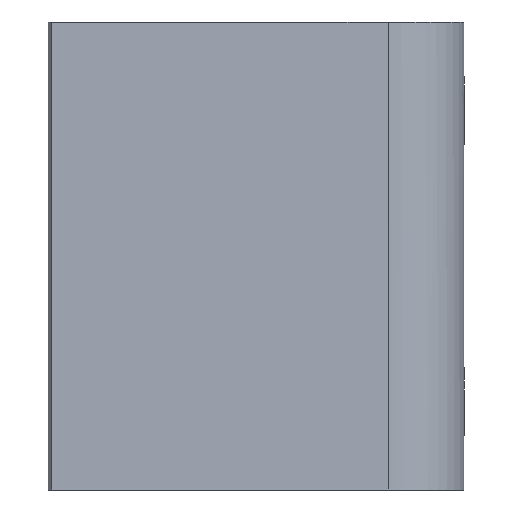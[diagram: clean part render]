
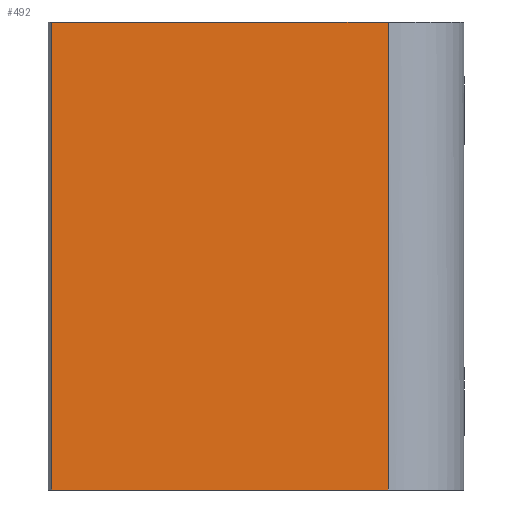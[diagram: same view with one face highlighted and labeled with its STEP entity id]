
A CAD part, left-side view. The second image highlights one B-rep face of the part: STEP entity #492.
In plain terms, the highlighted free-form (B-spline) face has degree [1, 1] with [2, 2] control points.
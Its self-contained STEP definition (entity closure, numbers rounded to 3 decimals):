
#126 = CARTESIAN_POINT ( 'NONE',  ( -70.723, 8.986, 0. ) ) ;
#132 = CARTESIAN_POINT ( 'NONE',  ( -70.723, 8.986, 90. ) ) ;
#150 = CARTESIAN_POINT ( 'NONE',  ( -74.496, 52.117, 0. ) ) ;
#161 = CARTESIAN_POINT ( 'NONE',  ( -70.723, 8.986, 0. ) ) ;
#176 = ORIENTED_EDGE ( 'NONE', *, *, #634, .F. ) ;
#180 = CARTESIAN_POINT ( 'NONE',  ( -76.383, 73.683, 90. ) ) ;
#216 = EDGE_CURVE ( 'NONE', #341, #379, #692, .T. ) ;
#224 = VERTEX_POINT ( 'NONE', #132 ) ;
#267 = CARTESIAN_POINT ( 'NONE',  ( -70.723, 8.986, 90. ) ) ;
#277 = ORIENTED_EDGE ( 'NONE', *, *, #781, .F. ) ;
#341 = VERTEX_POINT ( 'NONE', #732 ) ;
#347 = CARTESIAN_POINT ( 'NONE',  ( -70.723, 8.986, 90. ) ) ;
#368 = FACE_OUTER_BOUND ( 'NONE', #577, .T. ) ;
#379 = VERTEX_POINT ( 'NONE', #654 ) ;
#398 = ORIENTED_EDGE ( 'NONE', *, *, #552, .T. ) ;
#473 = CARTESIAN_POINT ( 'NONE',  ( -72.61, 30.552, 90. ) ) ;
#485 = CARTESIAN_POINT ( 'NONE',  ( -76.383, 73.683, 0. ) ) ;
#492 = ADVANCED_FACE ( 'NONE', ( #368 ), #744, .F. ) ;
#500 = B_SPLINE_CURVE_WITH_KNOTS ( 'NONE', 3,
 ( #161, #986, #150, #668 ),
 .UNSPECIFIED., .F., .F.,
 ( 4, 4 ),
 ( 0., 1. ),
 .UNSPECIFIED. ) ;
#532 = CARTESIAN_POINT ( 'NONE',  ( -76.383, 73.683, 0. ) ) ;
#540 = B_SPLINE_CURVE_WITH_KNOTS ( 'NONE', 3,
 ( #623, #982, #473, #974 ),
 .UNSPECIFIED., .F., .F.,
 ( 4, 4 ),
 ( 0., 1. ),
 .UNSPECIFIED. ) ;
#552 = EDGE_CURVE ( 'NONE', #726, #224, #1016, .T. ) ;
#577 = EDGE_LOOP ( 'NONE', ( #398, #176, #1088, #277 ) ) ;
#613 = CARTESIAN_POINT ( 'NONE',  ( -70.723, 8.986, 0. ) ) ;
#623 = CARTESIAN_POINT ( 'NONE',  ( -76.383, 73.683, 90. ) ) ;
#634 = EDGE_CURVE ( 'NONE', #379, #224, #540, .T. ) ;
#654 = CARTESIAN_POINT ( 'NONE',  ( -76.383, 73.683, 90. ) ) ;
#668 = CARTESIAN_POINT ( 'NONE',  ( -76.383, 73.683, 0. ) ) ;
#692 = B_SPLINE_CURVE_WITH_KNOTS ( 'NONE', 1,
 ( #485, #878 ),
 .UNSPECIFIED., .F., .F.,
 ( 2, 2 ),
 ( 0., 1. ),
 .UNSPECIFIED. ) ;
#726 = VERTEX_POINT ( 'NONE', #126 ) ;
#732 = CARTESIAN_POINT ( 'NONE',  ( -76.383, 73.683, 0. ) ) ;
#744 = B_SPLINE_SURFACE_WITH_KNOTS ( 'NONE', 1, 1, ( 
 ( #1101, #347 ),
 ( #532, #180 ) ),
 .UNSPECIFIED., .F., .F., .F.,
 ( 2, 2 ),
 ( 2, 2 ),
 ( 0., 1. ),
 ( 0., 1. ),
 .UNSPECIFIED. ) ;
#781 = EDGE_CURVE ( 'NONE', #726, #341, #500, .T. ) ;
#878 = CARTESIAN_POINT ( 'NONE',  ( -76.383, 73.683, 90. ) ) ;
#974 = CARTESIAN_POINT ( 'NONE',  ( -70.723, 8.986, 90. ) ) ;
#982 = CARTESIAN_POINT ( 'NONE',  ( -74.496, 52.117, 90. ) ) ;
#986 = CARTESIAN_POINT ( 'NONE',  ( -72.61, 30.552, 0. ) ) ;
#1016 = B_SPLINE_CURVE_WITH_KNOTS ( 'NONE', 1,
 ( #613, #267 ),
 .UNSPECIFIED., .F., .F.,
 ( 2, 2 ),
 ( 0., 1. ),
 .UNSPECIFIED. ) ;
#1088 = ORIENTED_EDGE ( 'NONE', *, *, #216, .F. ) ;
#1101 = CARTESIAN_POINT ( 'NONE',  ( -70.723, 8.986, 0. ) ) ;
